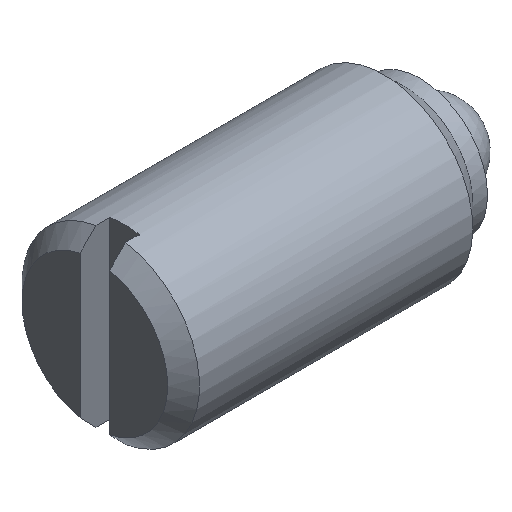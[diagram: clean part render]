
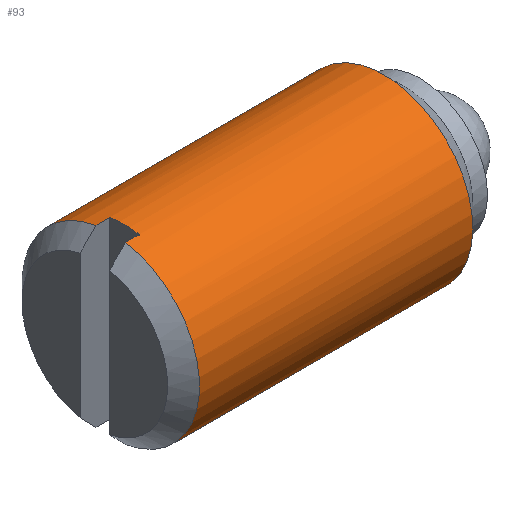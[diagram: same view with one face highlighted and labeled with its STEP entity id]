
A CAD part, isometric view. The second image highlights one B-rep face of the part: STEP entity #93.
In plain terms, the highlighted cylindrical face has radius 6 mm (diameter 12 mm), a full revolution.
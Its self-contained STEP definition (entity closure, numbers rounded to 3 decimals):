
#93 = ADVANCED_FACE( '', ( #191, #192 ), #193, .T. );
#191 = FACE_OUTER_BOUND( '', #293, .T. );
#192 = FACE_OUTER_BOUND( '', #294, .T. );
#193 = CYLINDRICAL_SURFACE( '', #295, 6. );
#293 = EDGE_LOOP( '', ( #481, #482, #483, #484, #485, #486, #487, #488 ) );
#294 = EDGE_LOOP( '', ( #489, #490, #491, #492, #493, #494, #495, #496 ) );
#295 = AXIS2_PLACEMENT_3D( '', #497, #498, #499 );
#481 = ORIENTED_EDGE( '', *, *, #588, .T. );
#482 = ORIENTED_EDGE( '', *, *, #625, .F. );
#483 = ORIENTED_EDGE( '', *, *, #603, .F. );
#484 = ORIENTED_EDGE( '', *, *, #618, .F. );
#485 = ORIENTED_EDGE( '', *, *, #632, .F. );
#486 = ORIENTED_EDGE( '', *, *, #633, .F. );
#487 = ORIENTED_EDGE( '', *, *, #634, .T. );
#488 = ORIENTED_EDGE( '', *, *, #635, .T. );
#489 = ORIENTED_EDGE( '', *, *, #590, .F. );
#490 = ORIENTED_EDGE( '', *, *, #597, .T. );
#491 = ORIENTED_EDGE( '', *, *, #591, .F. );
#492 = ORIENTED_EDGE( '', *, *, #579, .F. );
#493 = ORIENTED_EDGE( '', *, *, #636, .F. );
#494 = ORIENTED_EDGE( '', *, *, #629, .T. );
#495 = ORIENTED_EDGE( '', *, *, #637, .F. );
#496 = ORIENTED_EDGE( '', *, *, #577, .F. );
#497 = CARTESIAN_POINT( '', ( 22., 0., 0. ) );
#498 = DIRECTION( '', ( -1., 0., 0. ) );
#499 = DIRECTION( '', ( 0., 0., -1. ) );
#577 = EDGE_CURVE( '', #678, #679, #680, .T. );
#579 = EDGE_CURVE( '', #681, #683, #684, .T. );
#588 = EDGE_CURVE( '', #692, #696, #698, .F. );
#590 = EDGE_CURVE( '', #700, #678, #701, .T. );
#591 = EDGE_CURVE( '', #683, #702, #703, .F. );
#597 = EDGE_CURVE( '', #700, #702, #711, .T. );
#603 = EDGE_CURVE( '', #717, #719, #720, .F. );
#618 = EDGE_CURVE( '', #738, #717, #740, .F. );
#625 = EDGE_CURVE( '', #719, #696, #748, .T. );
#629 = EDGE_CURVE( '', #753, #751, #754, .T. );
#632 = EDGE_CURVE( '', #757, #738, #758, .F. );
#633 = EDGE_CURVE( '', #759, #757, #760, .T. );
#634 = EDGE_CURVE( '', #759, #743, #761, .F. );
#635 = EDGE_CURVE( '', #743, #692, #762, .F. );
#636 = EDGE_CURVE( '', #753, #681, #763, .T. );
#637 = EDGE_CURVE( '', #679, #751, #764, .F. );
#678 = VERTEX_POINT( '', #819 );
#679 = VERTEX_POINT( '', #820 );
#680 = CIRCLE( '', #821, 6. );
#681 = VERTEX_POINT( '', #822 );
#683 = VERTEX_POINT( '', #825 );
#684 = CIRCLE( '', #826, 6. );
#692 = VERTEX_POINT( '', #835 );
#696 = VERTEX_POINT( '', #840 );
#698 = LINE( '', #843, #844 );
#700 = VERTEX_POINT( '', #846 );
#701 = LINE( '', #847, #848 );
#702 = VERTEX_POINT( '', #849 );
#703 = LINE( '', #850, #851 );
#711 = CIRCLE( '', #866, 6. );
#717 = VERTEX_POINT( '', #873 );
#719 = VERTEX_POINT( '', #876 );
#720 = LINE( '', #877, #878 );
#738 = VERTEX_POINT( '', #903 );
#740 = LINE( '', #906, #907 );
#743 = VERTEX_POINT( '', #911 );
#748 = CIRCLE( '', #918, 6. );
#751 = VERTEX_POINT( '', #921 );
#753 = VERTEX_POINT( '', #926 );
#754 = CIRCLE( '', #927, 6. );
#757 = VERTEX_POINT( '', #933 );
#758 = LINE( '', #934, #935 );
#759 = VERTEX_POINT( '', #936 );
#760 = CIRCLE( '', #937, 6. );
#761 = LINE( '', #938, #939 );
#762 = LINE( '', #940, #941 );
#763 = LINE( '', #942, #943 );
#764 = LINE( '', #944, #945 );
#819 = CARTESIAN_POINT( '', ( 2., 1., -5.916 ) );
#820 = CARTESIAN_POINT( '', ( 2., -1., -5.916 ) );
#821 = AXIS2_PLACEMENT_3D( '', #981, #982, #983 );
#822 = CARTESIAN_POINT( '', ( 2., -1., 5.916 ) );
#825 = CARTESIAN_POINT( '', ( 2., 1., 5.916 ) );
#826 = AXIS2_PLACEMENT_3D( '', #985, #986, #987 );
#835 = CARTESIAN_POINT( '', ( 7.5, 5.975, 0.55 ) );
#840 = CARTESIAN_POINT( '', ( 5.6, 5.975, 0.55 ) );
#843 = CARTESIAN_POINT( '', ( 22., 5.975, 0.55 ) );
#844 = VECTOR( '', #1000, 1000. );
#846 = CARTESIAN_POINT( '', ( 1.074, 1., -5.916 ) );
#847 = CARTESIAN_POINT( '', ( 22., 1., -5.916 ) );
#848 = VECTOR( '', #1001, 1000. );
#849 = CARTESIAN_POINT( '', ( 1.074, 1., 5.916 ) );
#850 = CARTESIAN_POINT( '', ( 22., 1., 5.916 ) );
#851 = VECTOR( '', #1002, 1000. );
#866 = AXIS2_PLACEMENT_3D( '', #1007, #1008, #1009 );
#873 = CARTESIAN_POINT( '', ( 7.5, 5.975, -0.55 ) );
#876 = CARTESIAN_POINT( '', ( 5.6, 5.975, -0.55 ) );
#877 = CARTESIAN_POINT( '', ( 22., 5.975, -0.55 ) );
#878 = VECTOR( '', #1015, 1000. );
#903 = CARTESIAN_POINT( '', ( 17.5, 5.975, -0.55 ) );
#906 = CARTESIAN_POINT( '', ( 22., 5.975, -0.55 ) );
#907 = VECTOR( '', #1027, 1000. );
#911 = CARTESIAN_POINT( '', ( 17.5, 5.975, 0.55 ) );
#918 = AXIS2_PLACEMENT_3D( '', #1031, #1032, #1033 );
#921 = CARTESIAN_POINT( '', ( 1.074, -1., -5.916 ) );
#926 = CARTESIAN_POINT( '', ( 1.074, -1., 5.916 ) );
#927 = AXIS2_PLACEMENT_3D( '', #1034, #1035, #1036 );
#933 = CARTESIAN_POINT( '', ( 19.55, 5.975, -0.55 ) );
#934 = CARTESIAN_POINT( '', ( 22., 5.975, -0.55 ) );
#935 = VECTOR( '', #1037, 1000. );
#936 = CARTESIAN_POINT( '', ( 19.55, 5.975, 0.55 ) );
#937 = AXIS2_PLACEMENT_3D( '', #1038, #1039, #1040 );
#938 = CARTESIAN_POINT( '', ( 22., 5.975, 0.55 ) );
#939 = VECTOR( '', #1041, 1000. );
#940 = CARTESIAN_POINT( '', ( 22., 5.975, 0.55 ) );
#941 = VECTOR( '', #1042, 1000. );
#942 = CARTESIAN_POINT( '', ( 22., -1., 5.916 ) );
#943 = VECTOR( '', #1043, 1000. );
#944 = CARTESIAN_POINT( '', ( 22., -1., -5.916 ) );
#945 = VECTOR( '', #1044, 1000. );
#981 = CARTESIAN_POINT( '', ( 2., 0., 0. ) );
#982 = DIRECTION( '', ( -1., 0., 0. ) );
#983 = DIRECTION( '', ( 0., 0., 1. ) );
#985 = CARTESIAN_POINT( '', ( 2., 0., 0. ) );
#986 = DIRECTION( '', ( -1., 0., 0. ) );
#987 = DIRECTION( '', ( 0., 0., 1. ) );
#1000 = DIRECTION( '', ( 1., 0., 0. ) );
#1001 = DIRECTION( '', ( 1., 0., 0. ) );
#1002 = DIRECTION( '', ( 1., 0., 0. ) );
#1007 = CARTESIAN_POINT( '', ( 1.074, 0., 0. ) );
#1008 = DIRECTION( '', ( 1., 0., 0. ) );
#1009 = DIRECTION( '', ( 0., 0., -1. ) );
#1015 = DIRECTION( '', ( 1., 0., 0. ) );
#1027 = DIRECTION( '', ( 1., 0., 0. ) );
#1031 = CARTESIAN_POINT( '', ( 5.6, 0., 0. ) );
#1032 = DIRECTION( '', ( 1., 0., 0. ) );
#1033 = DIRECTION( '', ( 0., 0., -1. ) );
#1034 = CARTESIAN_POINT( '', ( 1.074, 0., 0. ) );
#1035 = DIRECTION( '', ( 1., 0., 0. ) );
#1036 = DIRECTION( '', ( 0., 0., -1. ) );
#1037 = DIRECTION( '', ( 1., 0., 0. ) );
#1038 = CARTESIAN_POINT( '', ( 19.55, 0., 0. ) );
#1039 = DIRECTION( '', ( 1., 0., 0. ) );
#1040 = DIRECTION( '', ( 0., 0., -1. ) );
#1041 = DIRECTION( '', ( 1., 0., 0. ) );
#1042 = DIRECTION( '', ( 1., 0., 0. ) );
#1043 = DIRECTION( '', ( 1., 0., 0. ) );
#1044 = DIRECTION( '', ( 1., 0., 0. ) );
